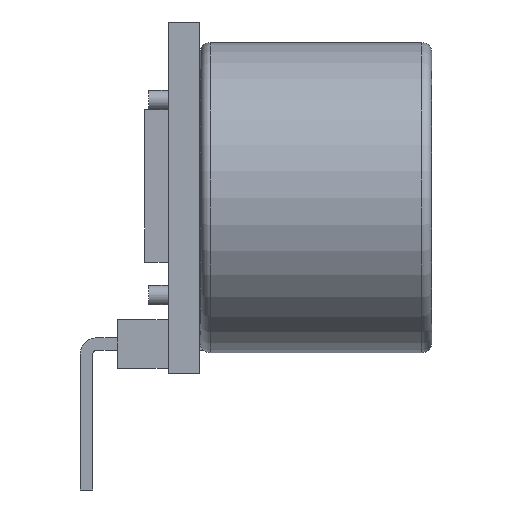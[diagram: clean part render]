
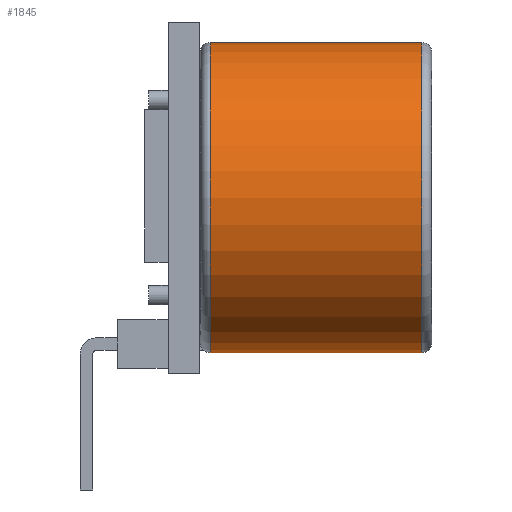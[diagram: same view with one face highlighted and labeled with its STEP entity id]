
A CAD part, left-side view. The second image highlights one B-rep face of the part: STEP entity #1845.
In plain terms, the highlighted cylindrical face has radius 7.95 mm (diameter 15.9 mm), a full revolution.
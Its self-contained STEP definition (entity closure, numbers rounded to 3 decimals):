
#32=CYLINDRICAL_SURFACE('',#1991,7.95);
#201=CIRCLE('',#1992,7.95);
#202=CIRCLE('',#1993,7.95);
#203=CIRCLE('',#1994,7.95);
#204=CIRCLE('',#1995,7.95);
#261=FACE_OUTER_BOUND('',#391,.T.);
#391=EDGE_LOOP('',(#1383,#1384,#1385,#1386,#1387,#1388));
#531=LINE('',#2796,#713);
#713=VECTOR('',#2269,7.95);
#905=VERTEX_POINT('',#2791);
#906=VERTEX_POINT('',#2792);
#907=VERTEX_POINT('',#2795);
#908=VERTEX_POINT('',#2797);
#1087=EDGE_CURVE('',#905,#906,#201,.T.);
#1088=EDGE_CURVE('',#906,#905,#202,.T.);
#1089=EDGE_CURVE('',#905,#907,#531,.T.);
#1090=EDGE_CURVE('',#907,#908,#203,.F.);
#1091=EDGE_CURVE('',#908,#907,#204,.F.);
#1383=ORIENTED_EDGE('',*,*,#1087,.T.);
#1384=ORIENTED_EDGE('',*,*,#1088,.T.);
#1385=ORIENTED_EDGE('',*,*,#1089,.T.);
#1386=ORIENTED_EDGE('',*,*,#1090,.T.);
#1387=ORIENTED_EDGE('',*,*,#1091,.T.);
#1388=ORIENTED_EDGE('',*,*,#1089,.F.);
#1845=ADVANCED_FACE('',(#261),#32,.T.);
#1991=AXIS2_PLACEMENT_3D('',#2790,#2263,#2264);
#1992=AXIS2_PLACEMENT_3D('',#2793,#2265,#2266);
#1993=AXIS2_PLACEMENT_3D('',#2794,#2267,#2268);
#1994=AXIS2_PLACEMENT_3D('',#2798,#2270,#2271);
#1995=AXIS2_PLACEMENT_3D('',#2799,#2272,#2273);
#2263=DIRECTION('center_axis',(0.,1.,0.));
#2264=DIRECTION('ref_axis',(0.,0.,1.));
#2265=DIRECTION('center_axis',(0.,-1.,0.));
#2266=DIRECTION('ref_axis',(0.,0.,-1.));
#2267=DIRECTION('center_axis',(0.,-1.,0.));
#2268=DIRECTION('ref_axis',(0.,0.,-1.));
#2269=DIRECTION('',(0.,-1.,0.));
#2270=DIRECTION('center_axis',(0.,-1.,0.));
#2271=DIRECTION('ref_axis',(0.,0.,-1.));
#2272=DIRECTION('center_axis',(0.,-1.,0.));
#2273=DIRECTION('ref_axis',(0.,0.,-1.));
#2790=CARTESIAN_POINT('Origin',(9.,-13.5,9.));
#2791=CARTESIAN_POINT('',(9.,-2.15,1.05));
#2792=CARTESIAN_POINT('',(9.,-2.15,16.95));
#2793=CARTESIAN_POINT('Origin',(9.,-2.15,9.));
#2794=CARTESIAN_POINT('Origin',(9.,-2.15,9.));
#2795=CARTESIAN_POINT('',(9.,-13.,1.05));
#2796=CARTESIAN_POINT('',(9.,-13.5,1.05));
#2797=CARTESIAN_POINT('',(9.,-13.,16.95));
#2798=CARTESIAN_POINT('Origin',(9.,-13.,9.));
#2799=CARTESIAN_POINT('Origin',(9.,-13.,9.));
